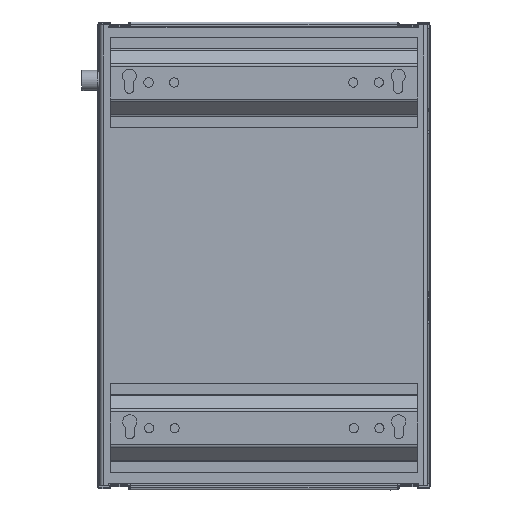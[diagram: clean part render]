
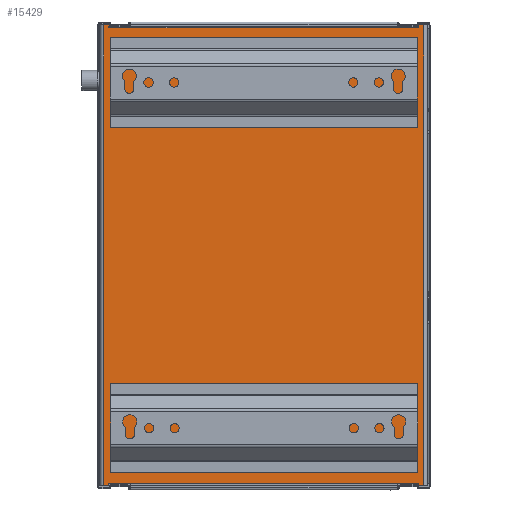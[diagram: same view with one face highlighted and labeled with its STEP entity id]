
A CAD part, front view. The second image highlights one B-rep face of the part: STEP entity #15429.
In plain terms, the highlighted face is planar.
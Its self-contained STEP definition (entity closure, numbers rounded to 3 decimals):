
#15429=ADVANCED_FACE('',(#46177),#46179,.T.);
#46177=FACE_OUTER_BOUND('',#46178,.T.);
#46178=EDGE_LOOP('',(#70674,#70675,#70676,#70677,#70678,#70679,#70680,#70681,#70682,
#70683,#70684,#70685));
#46179=PLANE('',#46180);
#46180=AXIS2_PLACEMENT_3D('',#46181,#46182,#46183);
#46181=CARTESIAN_POINT('',(-225.,-45.,1.5));
#46182=DIRECTION('',(0.,0.,1.));
#46183=DIRECTION('',(1.,0.,0.));
#70674=ORIENTED_EDGE('',*,*,#86327,.T.);
#70675=ORIENTED_EDGE('',*,*,#86328,.T.);
#70676=ORIENTED_EDGE('',*,*,#86329,.F.);
#70677=ORIENTED_EDGE('',*,*,#86330,.T.);
#70678=ORIENTED_EDGE('',*,*,#86331,.F.);
#70679=ORIENTED_EDGE('',*,*,#86332,.T.);
#70680=ORIENTED_EDGE('',*,*,#86333,.T.);
#70681=ORIENTED_EDGE('',*,*,#86334,.T.);
#70682=ORIENTED_EDGE('',*,*,#86335,.F.);
#70683=ORIENTED_EDGE('',*,*,#86336,.F.);
#70684=ORIENTED_EDGE('',*,*,#86337,.F.);
#70685=ORIENTED_EDGE('',*,*,#86338,.T.);
#86327=EDGE_CURVE('',#97152,#97153,#97154,.T.);
#86328=EDGE_CURVE('',#97153,#97155,#97156,.T.);
#86329=EDGE_CURVE('',#97157,#97155,#97158,.T.);
#86330=EDGE_CURVE('',#97157,#97159,#97160,.T.);
#86331=EDGE_CURVE('',#97161,#97159,#97162,.T.);
#86332=EDGE_CURVE('',#97161,#97163,#97164,.T.);
#86333=EDGE_CURVE('',#97163,#97165,#97166,.T.);
#86334=EDGE_CURVE('',#97165,#97167,#97168,.T.);
#86335=EDGE_CURVE('',#97169,#97167,#97170,.T.);
#86336=EDGE_CURVE('',#97171,#97169,#97172,.T.);
#86337=EDGE_CURVE('',#97173,#97171,#97174,.T.);
#86338=EDGE_CURVE('',#97173,#97152,#97175,.T.);
#97152=VERTEX_POINT('',#118339);
#97153=VERTEX_POINT('',#118340);
#97154=LINE('',#118341,#118342);
#97155=VERTEX_POINT('',#118344);
#97156=LINE('',#118345,#118346);
#97157=VERTEX_POINT('',#118348);
#97158=LINE('',#118349,#118350);
#97159=VERTEX_POINT('',#118352);
#97160=LINE('',#118353,#118354);
#97161=VERTEX_POINT('',#118356);
#97162=LINE('',#118357,#118358);
#97163=VERTEX_POINT('',#118360);
#97164=LINE('',#118361,#118362);
#97165=VERTEX_POINT('',#118364);
#97166=LINE('',#118365,#118366);
#97167=VERTEX_POINT('',#118368);
#97168=LINE('',#118369,#118370);
#97169=VERTEX_POINT('',#118372);
#97170=LINE('',#118373,#118374);
#97171=VERTEX_POINT('',#118376);
#97172=LINE('',#118377,#118378);
#97173=VERTEX_POINT('',#118380);
#97174=LINE('',#118381,#118382);
#97175=LINE('',#118384,#118385);
#118339=CARTESIAN_POINT('',(21.,313.,1.5));
#118340=CARTESIAN_POINT('',(-221.,313.,1.5));
#118341=CARTESIAN_POINT('',(21.,313.,1.5));
#118342=VECTOR('',#118343,1.);
#118343=DIRECTION('',(-1.,0.,0.));
#118344=CARTESIAN_POINT('',(-221.,315.,1.5));
#118345=CARTESIAN_POINT('',(-221.,313.,1.5));
#118346=VECTOR('',#118347,1.);
#118347=DIRECTION('',(0.,1.,0.));
#118348=CARTESIAN_POINT('',(-225.,315.,1.5));
#118349=CARTESIAN_POINT('',(-225.,315.,1.5));
#118350=VECTOR('',#118351,1.);
#118351=DIRECTION('',(1.,0.,0.));
#118352=CARTESIAN_POINT('',(-225.,-45.,1.5));
#118353=CARTESIAN_POINT('',(-225.,315.,1.5));
#118354=VECTOR('',#118355,1.);
#118355=DIRECTION('',(0.,-1.,0.));
#118356=CARTESIAN_POINT('',(-221.,-45.,1.5));
#118357=CARTESIAN_POINT('',(-221.,-45.,1.5));
#118358=VECTOR('',#118359,1.);
#118359=DIRECTION('',(-1.,0.,0.));
#118360=CARTESIAN_POINT('',(-221.,-43.,1.5));
#118361=CARTESIAN_POINT('',(-221.,-45.,1.5));
#118362=VECTOR('',#118363,1.);
#118363=DIRECTION('',(0.,1.,0.));
#118364=CARTESIAN_POINT('',(21.,-43.,1.5));
#118365=CARTESIAN_POINT('',(-221.,-43.,1.5));
#118366=VECTOR('',#118367,1.);
#118367=DIRECTION('',(1.,0.,0.));
#118368=CARTESIAN_POINT('',(21.,-45.,1.5));
#118369=CARTESIAN_POINT('',(21.,-43.,1.5));
#118370=VECTOR('',#118371,1.);
#118371=DIRECTION('',(0.,-1.,0.));
#118372=CARTESIAN_POINT('',(25.,-45.,1.5));
#118373=CARTESIAN_POINT('',(25.,-45.,1.5));
#118374=VECTOR('',#118375,1.);
#118375=DIRECTION('',(-1.,0.,0.));
#118376=CARTESIAN_POINT('',(25.,315.,1.5));
#118377=CARTESIAN_POINT('',(25.,315.,1.5));
#118378=VECTOR('',#118379,1.);
#118379=DIRECTION('',(0.,-1.,0.));
#118380=CARTESIAN_POINT('',(21.,315.,1.5));
#118381=CARTESIAN_POINT('',(21.,315.,1.5));
#118382=VECTOR('',#118383,1.);
#118383=DIRECTION('',(1.,0.,0.));
#118384=CARTESIAN_POINT('',(21.,315.,1.5));
#118385=VECTOR('',#118386,1.);
#118386=DIRECTION('',(0.,-1.,0.));
